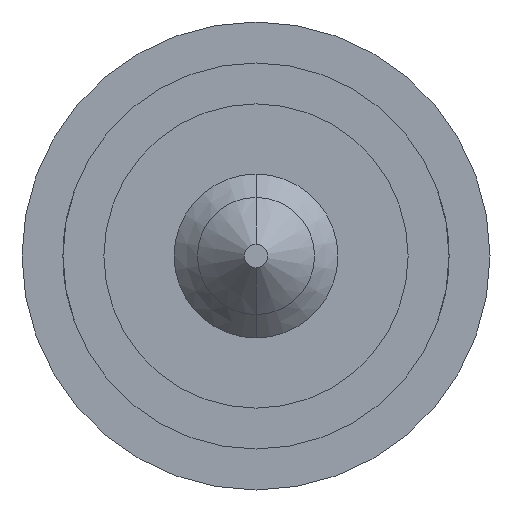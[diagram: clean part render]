
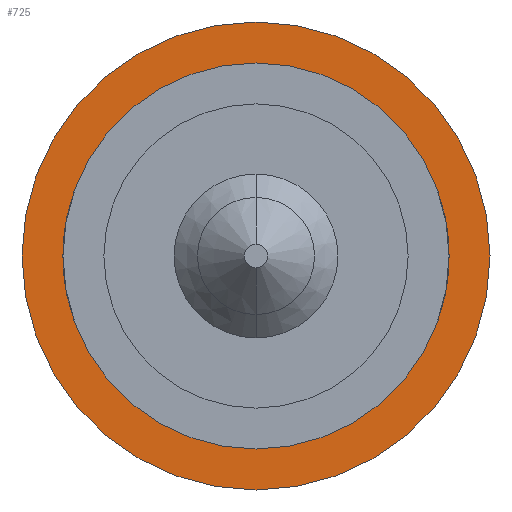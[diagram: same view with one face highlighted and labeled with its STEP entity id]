
A CAD part, front view. The second image highlights one B-rep face of the part: STEP entity #725.
In plain terms, the highlighted planar face has unit normal (0, -1, 0).
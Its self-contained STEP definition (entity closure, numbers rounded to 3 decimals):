
#68 = CARTESIAN_POINT ( 'NONE',  ( 0., 28., 0.825 ) ) ;
#263 = DIRECTION ( 'NONE',  ( 0., 0., 1. ) ) ;
#294 = CARTESIAN_POINT ( 'NONE',  ( 0., 28., 0. ) ) ;
#475 = ORIENTED_EDGE ( 'NONE', *, *, #2218, .T. ) ;
#500 = CIRCLE ( 'NONE', #2342, 1. ) ;
#693 = VERTEX_POINT ( 'NONE', #68 ) ;
#725 = ADVANCED_FACE ( 'Defeature ausgef�hrt5_6', ( #3506, #2778 ), #2376, .F. ) ;
#820 = CARTESIAN_POINT ( 'NONE',  ( 0., 28., 0. ) ) ;
#922 = CARTESIAN_POINT ( 'NONE',  ( 0., 28., 1. ) ) ;
#939 = DIRECTION ( 'NONE',  ( 0., 0., 1. ) ) ;
#1107 = AXIS2_PLACEMENT_3D ( 'NONE', #2322, #2273, #1412 ) ;
#1248 = EDGE_CURVE ( 'Defeature ausgef�hrt5_6+Defeature ausgef�hrt5_0+Defeature ausgef�hrt5_0+Defeature ausgef�hrt5_0', #3386, #693, #2665, .T. ) ;
#1368 = AXIS2_PLACEMENT_3D ( 'NONE', #294, #2768, #3052 ) ;
#1376 = VERTEX_POINT ( 'NONE', #922 ) ;
#1383 = CIRCLE ( 'NONE', #1107, 0.825 ) ;
#1412 = DIRECTION ( 'NONE',  ( 0., 0., 1. ) ) ;
#1681 = DIRECTION ( 'NONE',  ( 0., 1., 0. ) ) ;
#1872 = ORIENTED_EDGE ( 'NONE', *, *, #2019, .F. ) ;
#1939 = EDGE_LOOP ( 'NONE', ( #3518, #475 ) ) ;
#1971 = CARTESIAN_POINT ( 'NONE',  ( 0., 28., 0. ) ) ;
#1979 = AXIS2_PLACEMENT_3D ( 'NONE', #3163, #2096, #939 ) ;
#2019 = EDGE_CURVE ( 'Defeature ausgef�hrt5_7+Defeature ausgef�hrt5_6+Defeature ausgef�hrt5_6+Defeature ausgef�hrt5_6', #1376, #3423, #2487, .T. ) ;
#2096 = DIRECTION ( 'NONE',  ( 0., 1., 0. ) ) ;
#2130 = EDGE_CURVE ( 'Defeature ausgef�hrt5_7+Defeature ausgef�hrt5_6+Defeature ausgef�hrt5_6+Defeature ausgef�hrt5_6', #3423, #1376, #500, .T. ) ;
#2218 = EDGE_CURVE ( 'Defeature ausgef�hrt5_6+Defeature ausgef�hrt5_0+Defeature ausgef�hrt5_0+Defeature ausgef�hrt5_0', #693, #3386, #1383, .T. ) ;
#2273 = DIRECTION ( 'NONE',  ( 0., 1., 0. ) ) ;
#2322 = CARTESIAN_POINT ( 'NONE',  ( 0., 28., 0. ) ) ;
#2342 = AXIS2_PLACEMENT_3D ( 'NONE', #1971, #1681, #3357 ) ;
#2376 = PLANE ( 'NONE',  #1979 ) ;
#2463 = ORIENTED_EDGE ( 'NONE', *, *, #2130, .F. ) ;
#2484 = DIRECTION ( 'NONE',  ( 0., 1., 0. ) ) ;
#2487 = CIRCLE ( 'NONE', #3203, 1. ) ;
#2665 = CIRCLE ( 'NONE', #1368, 0.825 ) ;
#2768 = DIRECTION ( 'NONE',  ( 0., 1., 0. ) ) ;
#2778 = FACE_BOUND ( 'NONE', #1939, .T. ) ;
#2867 = CARTESIAN_POINT ( 'NONE',  ( 0., 28., -1. ) ) ;
#3052 = DIRECTION ( 'NONE',  ( 0., 0., 1. ) ) ;
#3163 = CARTESIAN_POINT ( 'NONE',  ( 0.825, 28., 0. ) ) ;
#3203 = AXIS2_PLACEMENT_3D ( 'NONE', #820, #2484, #263 ) ;
#3357 = DIRECTION ( 'NONE',  ( 0., 0., 1. ) ) ;
#3367 = EDGE_LOOP ( 'NONE', ( #1872, #2463 ) ) ;
#3386 = VERTEX_POINT ( 'NONE', #3439 ) ;
#3423 = VERTEX_POINT ( 'NONE', #2867 ) ;
#3439 = CARTESIAN_POINT ( 'NONE',  ( 0., 28., -0.825 ) ) ;
#3506 = FACE_OUTER_BOUND ( 'NONE', #3367, .T. ) ;
#3518 = ORIENTED_EDGE ( 'NONE', *, *, #1248, .T. ) ;
